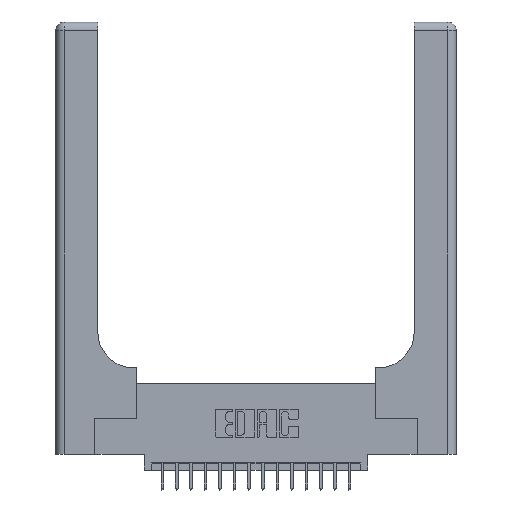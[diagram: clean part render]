
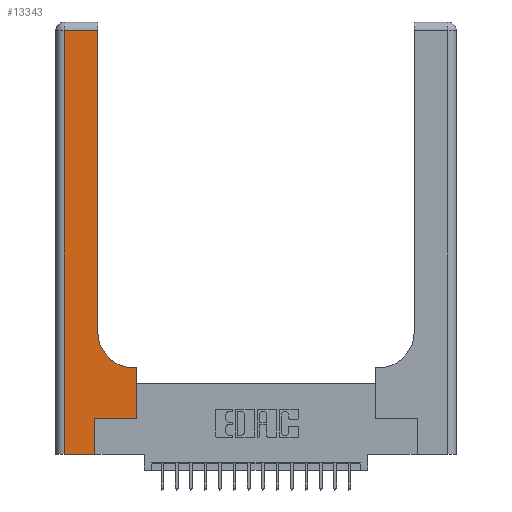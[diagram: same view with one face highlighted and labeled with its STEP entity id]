
A CAD part, top view. The second image highlights one B-rep face of the part: STEP entity #13343.
In plain terms, the highlighted planar face has unit normal (0, 0, 1).
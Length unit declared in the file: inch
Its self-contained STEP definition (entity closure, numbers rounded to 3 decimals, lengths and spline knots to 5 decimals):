
#543 = DIRECTION ( 'NONE',  ( -1., 0., 0. ) ) ;
#580 = LINE ( 'NONE', #14689, #6701 ) ;
#681 = VERTEX_POINT ( 'NONE', #3673 ) ;
#683 = DIRECTION ( 'NONE',  ( 0., -1., 0. ) ) ;
#1001 = EDGE_CURVE ( 'NONE', #1934, #5685, #7756, .T. ) ;
#1271 = FACE_OUTER_BOUND ( 'NONE', #5795, .T. ) ;
#1476 = VECTOR ( 'NONE', #18363, 39.37008 ) ;
#1624 = CARTESIAN_POINT ( 'NONE',  ( 0.5585, 0.6, 0.37 ) ) ;
#1934 = VERTEX_POINT ( 'NONE', #14526 ) ;
#1979 = LINE ( 'NONE', #8269, #4143 ) ;
#2591 = EDGE_CURVE ( 'NONE', #14397, #14577, #19616, .T. ) ;
#2846 = LINE ( 'NONE', #5855, #14636 ) ;
#3041 = LINE ( 'NONE', #9246, #1476 ) ;
#3673 = CARTESIAN_POINT ( 'NONE',  ( 0.06, 2.94, 0.37 ) ) ;
#4143 = VECTOR ( 'NONE', #14483, 39.37008 ) ;
#5182 = EDGE_CURVE ( 'NONE', #681, #19754, #580, .T. ) ;
#5270 = ORIENTED_EDGE ( 'NONE', *, *, #5182, .T. ) ;
#5404 = DIRECTION ( 'NONE',  ( 1., 0., 0. ) ) ;
#5685 = VERTEX_POINT ( 'NONE', #6938 ) ;
#5795 = EDGE_LOOP ( 'NONE', ( #11757, #11311, #5270, #8281, #15647, #18471, #7800, #9459, #10313 ) ) ;
#5855 = CARTESIAN_POINT ( 'NONE',  ( 0.269, 0., 0.37 ) ) ;
#6027 = DIRECTION ( 'NONE',  ( 1., 0., 0. ) ) ;
#6416 = CARTESIAN_POINT ( 'NONE',  ( 0.269, 0.25, 0.37 ) ) ;
#6701 = VECTOR ( 'NONE', #683, 39.37008 ) ;
#6924 = DIRECTION ( 'NONE',  ( 0., 0., -1. ) ) ;
#6938 = CARTESIAN_POINT ( 'NONE',  ( 0.5585, 0.25, 0.37 ) ) ;
#7756 = LINE ( 'NONE', #6416, #17005 ) ;
#7800 = ORIENTED_EDGE ( 'NONE', *, *, #15752, .T. ) ;
#7858 = DIRECTION ( 'NONE',  ( 1., 0., 0. ) ) ;
#8269 = CARTESIAN_POINT ( 'NONE',  ( 0., 2.94, 0.37 ) ) ;
#8276 = LINE ( 'NONE', #12368, #11309 ) ;
#8281 = ORIENTED_EDGE ( 'NONE', *, *, #8592, .T. ) ;
#8592 = EDGE_CURVE ( 'NONE', #19754, #11514, #19464, .T. ) ;
#8612 = AXIS2_PLACEMENT_3D ( 'NONE', #13488, #16643, #6027 ) ;
#9075 = VECTOR ( 'NONE', #19799, 39.37008 ) ;
#9246 = CARTESIAN_POINT ( 'NONE',  ( 0.5585, 0.25, 0.37 ) ) ;
#9459 = ORIENTED_EDGE ( 'NONE', *, *, #16854, .T. ) ;
#10064 = EDGE_CURVE ( 'NONE', #18530, #681, #1979, .T. ) ;
#10313 = ORIENTED_EDGE ( 'NONE', *, *, #2591, .T. ) ;
#10877 = DIRECTION ( 'NONE',  ( 0., 1., 0. ) ) ;
#11309 = VECTOR ( 'NONE', #17149, 39.37008 ) ;
#11311 = ORIENTED_EDGE ( 'NONE', *, *, #10064, .T. ) ;
#11514 = VERTEX_POINT ( 'NONE', #12037 ) ;
#11757 = ORIENTED_EDGE ( 'NONE', *, *, #15829, .T. ) ;
#12037 = CARTESIAN_POINT ( 'NONE',  ( 0.269, 0., 0.37 ) ) ;
#12042 = PLANE ( 'NONE',  #14294 ) ;
#12353 = VERTEX_POINT ( 'NONE', #1624 ) ;
#12368 = CARTESIAN_POINT ( 'NONE',  ( 0.2915, 3., 0.37 ) ) ;
#13343 = ADVANCED_FACE ( 'NONE', ( #1271 ), #12042, .F. ) ;
#13387 = CARTESIAN_POINT ( 'NONE',  ( 0., 0., 0.37 ) ) ;
#13488 = CARTESIAN_POINT ( 'NONE',  ( 0.5415, 0.85, 0.37 ) ) ;
#13609 = CARTESIAN_POINT ( 'NONE',  ( 0.2915, 0.6, 0.37 ) ) ;
#13926 = CARTESIAN_POINT ( 'NONE',  ( 0.2915, 2.94, 0.37 ) ) ;
#14294 = AXIS2_PLACEMENT_3D ( 'NONE', #18238, #6924, #543 ) ;
#14397 = VERTEX_POINT ( 'NONE', #16522 ) ;
#14483 = DIRECTION ( 'NONE',  ( -1., 0., 0. ) ) ;
#14526 = CARTESIAN_POINT ( 'NONE',  ( 0.269, 0.25, 0.37 ) ) ;
#14577 = VERTEX_POINT ( 'NONE', #15508 ) ;
#14636 = VECTOR ( 'NONE', #10877, 39.37008 ) ;
#14689 = CARTESIAN_POINT ( 'NONE',  ( 0.06, 3., 0.37 ) ) ;
#15055 = CARTESIAN_POINT ( 'NONE',  ( 0.06, 0., 0.37 ) ) ;
#15332 = LINE ( 'NONE', #13609, #9075 ) ;
#15508 = CARTESIAN_POINT ( 'NONE',  ( 0.2915, 0.85, 0.37 ) ) ;
#15647 = ORIENTED_EDGE ( 'NONE', *, *, #18532, .T. ) ;
#15752 = EDGE_CURVE ( 'NONE', #5685, #12353, #3041, .T. ) ;
#15829 = EDGE_CURVE ( 'NONE', #14577, #18530, #8276, .T. ) ;
#16522 = CARTESIAN_POINT ( 'NONE',  ( 0.5415, 0.6, 0.37 ) ) ;
#16643 = DIRECTION ( 'NONE',  ( 0., 0., -1. ) ) ;
#16854 = EDGE_CURVE ( 'NONE', #12353, #14397, #15332, .T. ) ;
#17005 = VECTOR ( 'NONE', #7858, 39.37008 ) ;
#17149 = DIRECTION ( 'NONE',  ( 0., 1., 0. ) ) ;
#18238 = CARTESIAN_POINT ( 'NONE',  ( 0., 3., 0.37 ) ) ;
#18363 = DIRECTION ( 'NONE',  ( 0., 1., 0. ) ) ;
#18471 = ORIENTED_EDGE ( 'NONE', *, *, #1001, .T. ) ;
#18530 = VERTEX_POINT ( 'NONE', #13926 ) ;
#18532 = EDGE_CURVE ( 'NONE', #11514, #1934, #2846, .T. ) ;
#19464 = LINE ( 'NONE', #13387, #20070 ) ;
#19616 = CIRCLE ( 'NONE', #8612, 0.25 ) ;
#19754 = VERTEX_POINT ( 'NONE', #15055 ) ;
#19799 = DIRECTION ( 'NONE',  ( -1., 0., 0. ) ) ;
#20070 = VECTOR ( 'NONE', #5404, 39.37008 ) ;
